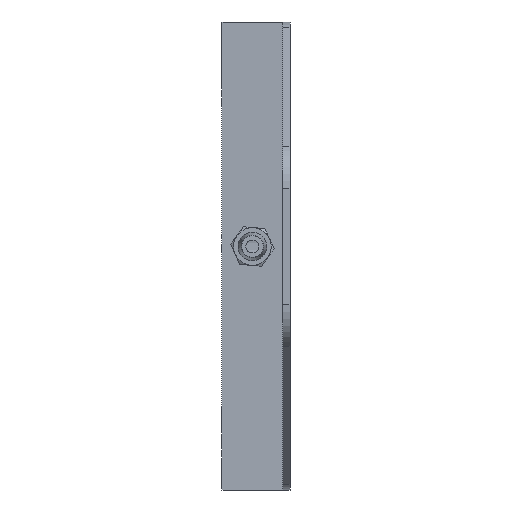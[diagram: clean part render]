
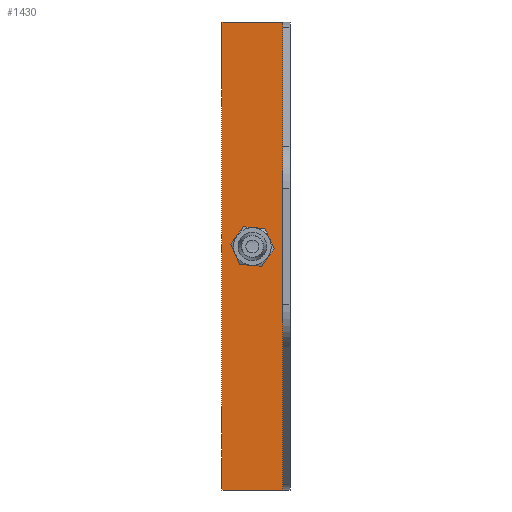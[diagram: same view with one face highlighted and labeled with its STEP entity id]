
A CAD part, left-side view. The second image highlights one B-rep face of the part: STEP entity #1430.
In plain terms, the highlighted planar face has unit normal (-1, 0, 0).
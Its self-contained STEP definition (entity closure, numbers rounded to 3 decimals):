
#171 = AXIS2_PLACEMENT_3D ( 'NONE', #4667, #12119, #5750 ) ;
#177 = LINE ( 'NONE', #10014, #5841 ) ;
#1298 = EDGE_CURVE ( 'NONE', #5945, #9791, #177, .T. ) ;
#1373 = VERTEX_POINT ( 'NONE', #11175 ) ;
#1430 = ADVANCED_FACE ( 'NONE', ( #12988, #7332 ), #8040, .F. ) ;
#1673 = CARTESIAN_POINT ( 'NONE',  ( -73.66, 12.776, -49.2 ) ) ;
#1752 = CARTESIAN_POINT ( 'NONE',  ( -73.66, 12.776, 49.2 ) ) ;
#1918 = CIRCLE ( 'NONE', #3754, 3.571 ) ;
#1972 = ORIENTED_EDGE ( 'NONE', *, *, #5509, .F. ) ;
#2197 = CARTESIAN_POINT ( 'NONE',  ( -73.66, 6.388, -1.571 ) ) ;
#2242 = VERTEX_POINT ( 'NONE', #2197 ) ;
#2583 = VECTOR ( 'NONE', #9019, 1000. ) ;
#3615 = DIRECTION ( 'NONE',  ( 0., 0., 1. ) ) ;
#3682 = CARTESIAN_POINT ( 'NONE',  ( -73.66, 12.776, -49.2 ) ) ;
#3754 = AXIS2_PLACEMENT_3D ( 'NONE', #5755, #13205, #6835 ) ;
#3799 = EDGE_CURVE ( 'NONE', #1373, #9791, #5456, .T. ) ;
#4015 = AXIS2_PLACEMENT_3D ( 'NONE', #1673, #11262, #4865 ) ;
#4502 = EDGE_LOOP ( 'NONE', ( #6306, #1972 ) ) ;
#4663 = VERTEX_POINT ( 'NONE', #12799 ) ;
#4667 = CARTESIAN_POINT ( 'NONE',  ( -73.66, 6.388, 2. ) ) ;
#4865 = DIRECTION ( 'NONE',  ( 0., 0., -1. ) ) ;
#5014 = CARTESIAN_POINT ( 'NONE',  ( -73.66, 12.776, -49.2 ) ) ;
#5456 = LINE ( 'NONE', #1752, #13622 ) ;
#5509 = EDGE_CURVE ( 'NONE', #2242, #4663, #1918, .T. ) ;
#5750 = DIRECTION ( 'NONE',  ( 0., 0., 1. ) ) ;
#5755 = CARTESIAN_POINT ( 'NONE',  ( -73.66, 6.388, 2. ) ) ;
#5841 = VECTOR ( 'NONE', #3615, 1000. ) ;
#5945 = VERTEX_POINT ( 'NONE', #8532 ) ;
#6027 = ORIENTED_EDGE ( 'NONE', *, *, #3799, .F. ) ;
#6142 = EDGE_CURVE ( 'NONE', #11865, #1373, #8242, .T. ) ;
#6306 = ORIENTED_EDGE ( 'NONE', *, *, #12786, .F. ) ;
#6336 = ORIENTED_EDGE ( 'NONE', *, *, #7534, .T. ) ;
#6805 = ORIENTED_EDGE ( 'NONE', *, *, #1298, .T. ) ;
#6835 = DIRECTION ( 'NONE',  ( 0., 0., 1. ) ) ;
#7332 = FACE_OUTER_BOUND ( 'NONE', #11086, .T. ) ;
#7534 = EDGE_CURVE ( 'NONE', #11865, #5945, #10086, .T. ) ;
#8040 = PLANE ( 'NONE',  #4015 ) ;
#8130 = CARTESIAN_POINT ( 'NONE',  ( -73.66, 12.776, -49.2 ) ) ;
#8242 = LINE ( 'NONE', #3682, #2583 ) ;
#8532 = CARTESIAN_POINT ( 'NONE',  ( -73.66, 0., -49.2 ) ) ;
#8770 = ORIENTED_EDGE ( 'NONE', *, *, #6142, .F. ) ;
#9019 = DIRECTION ( 'NONE',  ( 0., 0., 1. ) ) ;
#9323 = DIRECTION ( 'NONE',  ( 0., -1., 0. ) ) ;
#9791 = VERTEX_POINT ( 'NONE', #11085 ) ;
#10014 = CARTESIAN_POINT ( 'NONE',  ( -73.66, 0., -49.2 ) ) ;
#10086 = LINE ( 'NONE', #5014, #12902 ) ;
#10142 = CIRCLE ( 'NONE', #171, 3.571 ) ;
#11085 = CARTESIAN_POINT ( 'NONE',  ( -73.66, 0., 49.2 ) ) ;
#11086 = EDGE_LOOP ( 'NONE', ( #6805, #6027, #8770, #6336 ) ) ;
#11175 = CARTESIAN_POINT ( 'NONE',  ( -73.66, 12.776, 49.2 ) ) ;
#11262 = DIRECTION ( 'NONE',  ( 1., 0., 0. ) ) ;
#11865 = VERTEX_POINT ( 'NONE', #8130 ) ;
#12119 = DIRECTION ( 'NONE',  ( -1., 0., 0. ) ) ;
#12786 = EDGE_CURVE ( 'NONE', #4663, #2242, #10142, .T. ) ;
#12799 = CARTESIAN_POINT ( 'NONE',  ( -73.66, 6.388, 5.571 ) ) ;
#12902 = VECTOR ( 'NONE', #9323, 1000. ) ;
#12988 = FACE_BOUND ( 'NONE', #4502, .T. ) ;
#13205 = DIRECTION ( 'NONE',  ( -1., 0., 0. ) ) ;
#13437 = DIRECTION ( 'NONE',  ( 0., -1., 0. ) ) ;
#13622 = VECTOR ( 'NONE', #13437, 1000. ) ;
